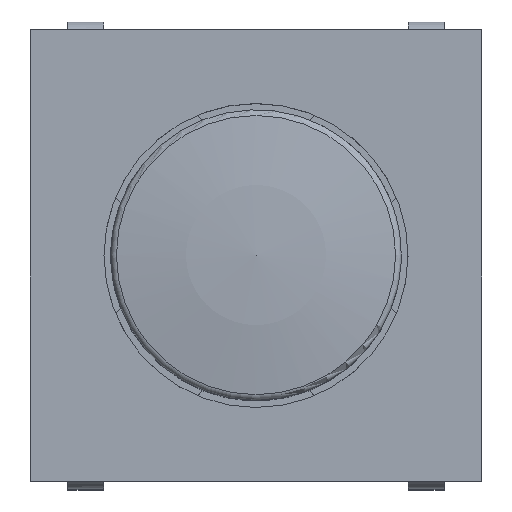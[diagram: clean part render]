
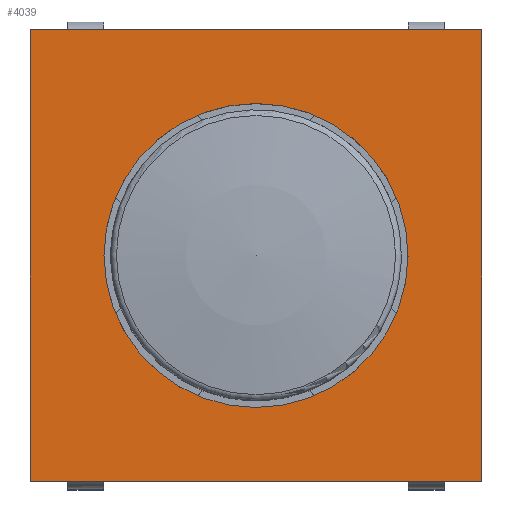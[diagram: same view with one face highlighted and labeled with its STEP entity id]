
A CAD part, top view. The second image highlights one B-rep face of the part: STEP entity #4039.
In plain terms, the highlighted planar face has unit normal (0, 0, 1).
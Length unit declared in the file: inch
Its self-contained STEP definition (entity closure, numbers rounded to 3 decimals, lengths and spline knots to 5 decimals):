
#483=CARTESIAN_POINT('',(-0.19882,-0.19882,0.17323));
#484=VERTEX_POINT('',#483);
#491=CARTESIAN_POINT('',(-0.19882,0.19882,0.17323));
#492=VERTEX_POINT('',#491);
#493=CARTESIAN_POINT('',(-0.19882,-0.19882,0.17323));
#494=DIRECTION('',(0.0,1.0,0.0));
#495=VECTOR('',#494,0.39764);
#496=LINE('',#493,#495);
#497=EDGE_CURVE('',#484,#492,#496,.T.);
#671=CARTESIAN_POINT('',(0.19882,-0.19882,0.17323));
#672=VERTEX_POINT('',#671);
#679=CARTESIAN_POINT('',(0.19882,-0.19882,0.17323));
#680=DIRECTION('',(-1.0,0.0,0.0));
#681=VECTOR('',#680,0.39764);
#682=LINE('',#679,#681);
#683=EDGE_CURVE('',#672,#484,#682,.T.);
#867=CARTESIAN_POINT('',(0.19882,0.19882,0.17323));
#868=VERTEX_POINT('',#867);
#875=CARTESIAN_POINT('',(0.19882,0.19882,0.17323));
#876=DIRECTION('',(0.0,-1.0,0.0));
#877=VECTOR('',#876,0.39764);
#878=LINE('',#875,#877);
#879=EDGE_CURVE('',#868,#672,#878,.T.);
#2707=CARTESIAN_POINT('',(-0.19882,0.19882,0.17323));
#2708=DIRECTION('',(1.0,0.0,0.0));
#2709=VECTOR('',#2708,0.39764);
#2710=LINE('',#2707,#2709);
#2711=EDGE_CURVE('',#492,#868,#2710,.T.);
#4017=CARTESIAN_POINT('',(-0.2187,-0.2187,0.17323));
#4018=DIRECTION('',(0.0,0.0,1.0));
#4019=DIRECTION('',(1.0,0.0,0.0));
#4020=AXIS2_PLACEMENT_3D('',#4017,#4018,#4019);
#4021=PLANE('',#4020);
#4022=ORIENTED_EDGE('',*,*,#879,.F.);
#4023=ORIENTED_EDGE('',*,*,#2711,.F.);
#4024=ORIENTED_EDGE('',*,*,#497,.F.);
#4025=ORIENTED_EDGE('',*,*,#683,.F.);
#4026=EDGE_LOOP('',(#4022,#4023,#4024,#4025));
#4027=FACE_OUTER_BOUND('',#4026,.T.);
#4028=CARTESIAN_POINT('',(-0.13386,0.0,0.17323));
#4029=VERTEX_POINT('',#4028);
#4030=CARTESIAN_POINT('',(0.0,0.0,0.17323));
#4031=DIRECTION('',(0.0,0.0,-1.0));
#4032=DIRECTION('',(1.0,0.0,0.0));
#4033=AXIS2_PLACEMENT_3D('',#4030,#4031,#4032);
#4034=CIRCLE('',#4033,0.13386);
#4035=EDGE_CURVE('',#4029,#4029,#4034,.T.);
#4036=ORIENTED_EDGE('',*,*,#4035,.T.);
#4037=EDGE_LOOP('',(#4036));
#4038=FACE_BOUND('',#4037,.T.);
#4039=ADVANCED_FACE('',(#4027,#4038),#4021,.T.);
